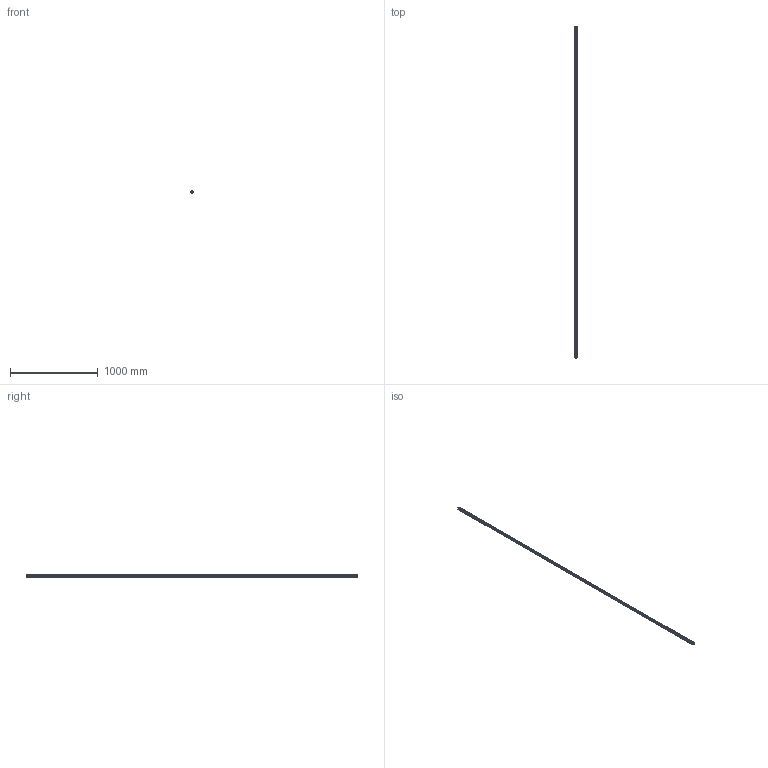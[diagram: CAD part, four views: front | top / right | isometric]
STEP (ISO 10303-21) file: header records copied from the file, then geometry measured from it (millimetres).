
FILE_DESCRIPTION(('STEP AP214'),'1');
FILE_NAME('cctmp_B8EF1A70-8303-4AC0-96DE-6DC6FCD209F7_2021_03_11_10_50_41_0208..stp','2021-03-11T09:50:41',('HIWIN GmbH'),('CADClick - www.CADClick.com'),'Spatial InterOp 3D',' ','unknown authorization');
FILE_SCHEMA(('AUTOMOTIVE_DESIGN'));
Length unit declared in the file: millimetre
Products named in the file (1): RGR25R3790H_FILE
Bounding box: 23 x 3790 x 23.6 mm (x, y, z)
Volume: 1520302.7 mm3; surface area: 469833.9 mm2
Topology: 1 solids, 1 shells, 1251 faces, 2601 edges, 1734 vertices
Faces by surface type: cylinder 774, plane 477
Entity records: 44035 total; most frequent: DIRECTION 6653, CARTESIAN_POINT 5587, ORIENTED_EDGE 5202, AXIS2_PLACEMENT_3D 2800, EDGE_CURVE 2601, VERTEX_POINT 1734, EDGE_LOOP 1633, CIRCLE 1548
